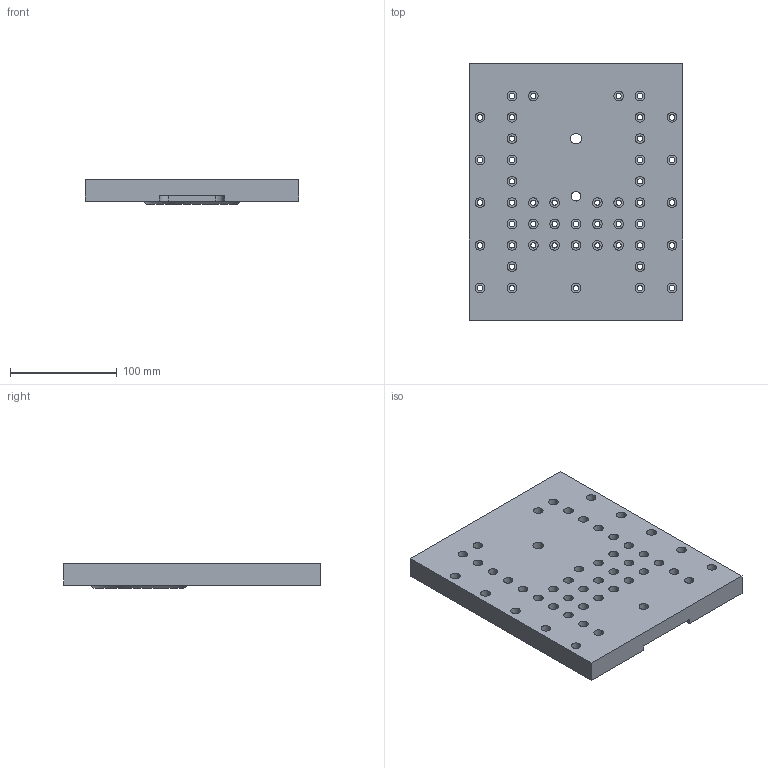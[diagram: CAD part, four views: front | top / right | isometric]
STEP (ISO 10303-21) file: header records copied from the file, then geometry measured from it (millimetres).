
FILE_DESCRIPTION(('FreeCAD Model'),'2;1');
FILE_NAME('Open CASCADE Shape Model','2025-04-04T07:51:11',(''),(''), 'Open CASCADE STEP processor 7.8','FreeCAD','Unknown');
FILE_SCHEMA(('AUTOMOTIVE_DESIGN { 1 0 10303 214 1 1 1 1 }'));
Length unit declared in the file: millimetre
Products named in the file (1): MoldBack
Bounding box: 200 x 240 x 23 mm (x, y, z)
Volume: 893104.6 mm3; surface area: 137083 mm2
Topology: 1 solids, 1 shells, 170 faces, 351 edges, 232 vertices
Faces by surface type: cylinder 105, plane 59, cone 6
Full cylindrical faces by diameter (mm): 5 x37, 5.5 x10, 6.4 x5, 9 x48, 10 x1, 45 x1, 85 x1
Entity records: 9471 total; most frequent: CARTESIAN_POINT 1801, DIRECTION 1531, ORIENTED_EDGE 692, PCURVE 692, DEFINITIONAL_REPRESENTATION 692, LINE 622, VECTOR 622, AXIS2_PLACEMENT_3D 382
